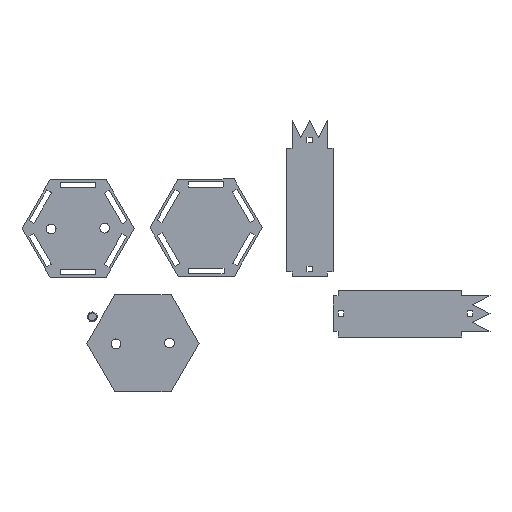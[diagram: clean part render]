
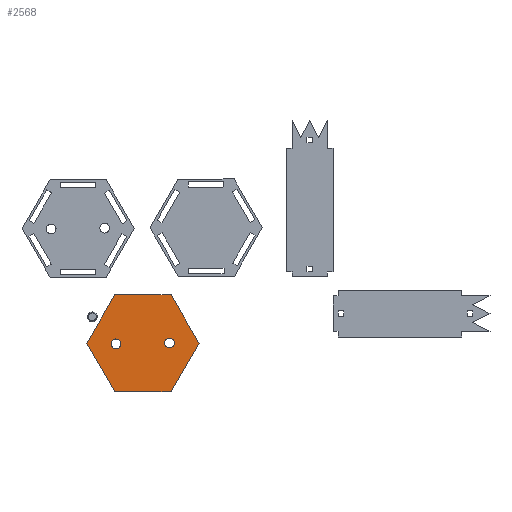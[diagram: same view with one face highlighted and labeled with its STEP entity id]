
A CAD part, top view. The second image highlights one B-rep face of the part: STEP entity #2568.
In plain terms, the highlighted planar face has unit normal (0, 0, 1).
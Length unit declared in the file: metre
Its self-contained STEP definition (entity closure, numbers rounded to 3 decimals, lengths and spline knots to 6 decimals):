
#240=LINE('',#3942,#576);
#244=LINE('',#3950,#580);
#247=LINE('',#3956,#583);
#250=LINE('',#3962,#586);
#253=LINE('',#3968,#589);
#255=LINE('',#3981,#591);
#576=VECTOR('',#3246,1.);
#580=VECTOR('',#3252,1.);
#583=VECTOR('',#3257,1.);
#586=VECTOR('',#3262,1.);
#589=VECTOR('',#3267,1.);
#591=VECTOR('',#3283,1.);
#786=PLANE('',#2781);
#1312=ORIENTED_EDGE('',*,*,#1766,.F.);
#1313=ORIENTED_EDGE('',*,*,#1764,.F.);
#1314=ORIENTED_EDGE('',*,*,#1750,.T.);
#1315=ORIENTED_EDGE('',*,*,#1754,.T.);
#1316=ORIENTED_EDGE('',*,*,#1757,.T.);
#1317=ORIENTED_EDGE('',*,*,#1760,.T.);
#1318=ORIENTED_EDGE('',*,*,#1763,.T.);
#1319=ORIENTED_EDGE('',*,*,#1769,.T.);
#1750=EDGE_CURVE('',#2023,#2022,#240,.T.);
#1754=EDGE_CURVE('',#2022,#2025,#244,.T.);
#1757=EDGE_CURVE('',#2025,#2027,#247,.T.);
#1760=EDGE_CURVE('',#2027,#2029,#250,.T.);
#1763=EDGE_CURVE('',#2029,#2031,#253,.T.);
#1764=EDGE_CURVE('',#2032,#2032,#2104,.T.);
#1766=EDGE_CURVE('',#2034,#2034,#2106,.T.);
#1769=EDGE_CURVE('',#2031,#2023,#255,.T.);
#2022=VERTEX_POINT('',#3941);
#2023=VERTEX_POINT('',#3943);
#2025=VERTEX_POINT('',#3949);
#2027=VERTEX_POINT('',#3955);
#2029=VERTEX_POINT('',#3961);
#2031=VERTEX_POINT('',#3967);
#2032=VERTEX_POINT('',#3971);
#2034=VERTEX_POINT('',#3976);
#2104=CIRCLE('',#2775,0.0055);
#2106=CIRCLE('',#2778,0.0055);
#2232=EDGE_LOOP('',(#1312));
#2233=EDGE_LOOP('',(#1313));
#2234=EDGE_LOOP('',(#1314,#1315,#1316,#1317,#1318,#1319));
#2410=FACE_BOUND('',#2232,.T.);
#2411=FACE_BOUND('',#2233,.T.);
#2412=FACE_BOUND('',#2234,.T.);
#2568=ADVANCED_FACE('',(#2410,#2411,#2412),#786,.T.);
#2775=AXIS2_PLACEMENT_3D('',#3970,#3270,#3271);
#2778=AXIS2_PLACEMENT_3D('',#3975,#3276,#3277);
#2781=AXIS2_PLACEMENT_3D('',#3982,#3284,#3285);
#3246=DIRECTION('',(-0.5,0.866,0.));
#3252=DIRECTION('',(-1.,0.,0.));
#3257=DIRECTION('',(-0.5,-0.866,0.));
#3262=DIRECTION('',(0.5,-0.866,0.));
#3267=DIRECTION('',(1.,0.,0.));
#3270=DIRECTION('',(0.,0.,1.));
#3271=DIRECTION('',(1.,0.,0.));
#3276=DIRECTION('',(0.,0.,1.));
#3277=DIRECTION('',(1.,0.,0.));
#3283=DIRECTION('',(0.5,0.866,0.));
#3284=DIRECTION('',(0.,0.,1.));
#3285=DIRECTION('',(1.,0.,0.));
#3941=CARTESIAN_POINT('',(-0.021987,-0.09065,0.00635));
#3942=CARTESIAN_POINT('',(-0.006112,-0.118146,0.00635));
#3943=CARTESIAN_POINT('',(0.009763,-0.145642,0.00635));
#3949=CARTESIAN_POINT('',(-0.085487,-0.09065,0.00635));
#3950=CARTESIAN_POINT('',(-0.053737,-0.09065,0.00635));
#3955=CARTESIAN_POINT('',(-0.117237,-0.145642,0.00635));
#3956=CARTESIAN_POINT('',(-0.101362,-0.118146,0.00635));
#3961=CARTESIAN_POINT('',(-0.085487,-0.200635,0.00635));
#3962=CARTESIAN_POINT('',(-0.101362,-0.173138,0.00635));
#3967=CARTESIAN_POINT('',(-0.021987,-0.200635,0.00635));
#3968=CARTESIAN_POINT('',(-0.053737,-0.200635,0.00635));
#3970=CARTESIAN_POINT('',(-0.023739,-0.145283,0.00635));
#3971=CARTESIAN_POINT('',(-0.018239,-0.145283,0.00635));
#3975=CARTESIAN_POINT('',(-0.084243,-0.14623,0.00635));
#3976=CARTESIAN_POINT('',(-0.078743,-0.14623,0.00635));
#3981=CARTESIAN_POINT('',(-0.006112,-0.173138,0.00635));
#3982=CARTESIAN_POINT('',(0.074112,-0.046878,0.00635));
